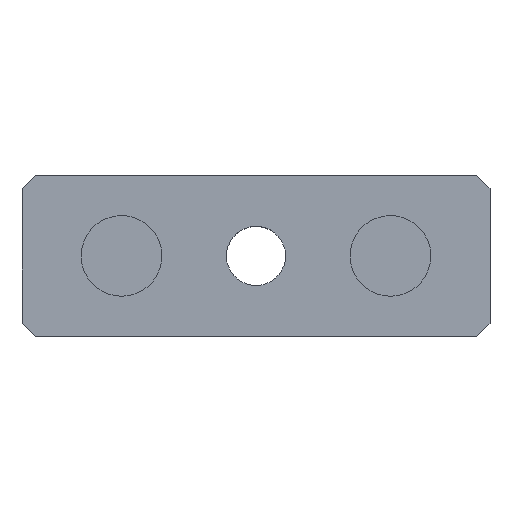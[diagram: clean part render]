
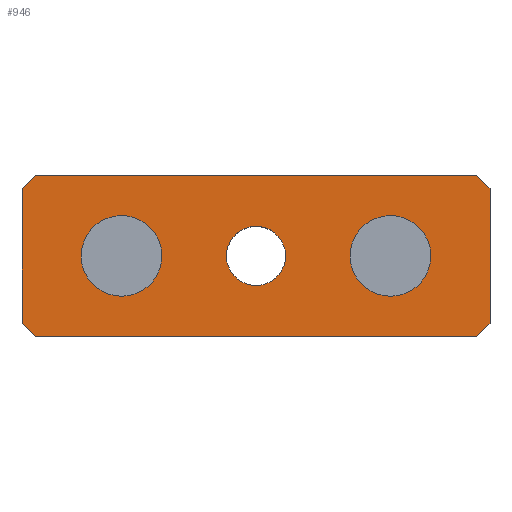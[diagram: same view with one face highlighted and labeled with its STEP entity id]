
A CAD part, top view. The second image highlights one B-rep face of the part: STEP entity #946.
In plain terms, the highlighted planar face has unit normal (0, 0, 1).
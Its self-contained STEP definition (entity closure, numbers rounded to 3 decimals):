
#502=AXIS2_PLACEMENT_3D('Circle Axis2P3D',#500,#501,$) ;
#519=AXIS2_PLACEMENT_3D('Circle Axis2P3D',#517,#518,$) ;
#847=AXIS2_PLACEMENT_3D('Circle Axis2P3D',#845,#846,$) ;
#866=AXIS2_PLACEMENT_3D('Circle Axis2P3D',#864,#865,$) ;
#890=AXIS2_PLACEMENT_3D('Circle Axis2P3D',#888,#889,$) ;
#909=AXIS2_PLACEMENT_3D('Circle Axis2P3D',#907,#908,$) ;
#922=AXIS2_PLACEMENT_3D('Plane Axis2P3D',#919,#920,#921) ;
#483=CARTESIAN_POINT('Vertex',(7.735,3.527,20.3)) ;
#497=CARTESIAN_POINT('Vertex',(9.665,2.473,20.3)) ;
#500=CARTESIAN_POINT('Axis2P3D Location',(8.7,3.,20.3)) ;
#517=CARTESIAN_POINT('Axis2P3D Location',(8.7,3.,20.3)) ;
#650=CARTESIAN_POINT('Vertex',(0.,5.5,20.3)) ;
#653=CARTESIAN_POINT('Line Origine',(0.25,5.75,20.3)) ;
#657=CARTESIAN_POINT('Vertex',(0.5,6.,20.3)) ;
#677=CARTESIAN_POINT('Line Origine',(8.7,6.,20.3)) ;
#681=CARTESIAN_POINT('Vertex',(16.9,6.,20.3)) ;
#701=CARTESIAN_POINT('Line Origine',(17.15,5.75,20.3)) ;
#705=CARTESIAN_POINT('Vertex',(17.4,5.5,20.3)) ;
#725=CARTESIAN_POINT('Line Origine',(17.4,3.,20.3)) ;
#729=CARTESIAN_POINT('Vertex',(17.4,0.5,20.3)) ;
#749=CARTESIAN_POINT('Line Origine',(17.15,0.25,20.3)) ;
#753=CARTESIAN_POINT('Vertex',(16.9,0.,20.3)) ;
#773=CARTESIAN_POINT('Line Origine',(8.7,0.,20.3)) ;
#777=CARTESIAN_POINT('Vertex',(0.5,0.,20.3)) ;
#797=CARTESIAN_POINT('Line Origine',(0.25,0.25,20.3)) ;
#801=CARTESIAN_POINT('Vertex',(0.,0.5,20.3)) ;
#821=CARTESIAN_POINT('Line Origine',(0.,3.,20.3)) ;
#842=CARTESIAN_POINT('Vertex',(12.621,3.589,20.3)) ;
#845=CARTESIAN_POINT('Axis2P3D Location',(13.7,3.,20.3)) ;
#849=CARTESIAN_POINT('Vertex',(14.779,2.411,20.3)) ;
#864=CARTESIAN_POINT('Axis2P3D Location',(13.7,3.,20.3)) ;
#885=CARTESIAN_POINT('Vertex',(2.621,3.589,20.3)) ;
#888=CARTESIAN_POINT('Axis2P3D Location',(3.7,3.,20.3)) ;
#892=CARTESIAN_POINT('Vertex',(4.779,2.411,20.3)) ;
#907=CARTESIAN_POINT('Axis2P3D Location',(3.7,3.,20.3)) ;
#919=CARTESIAN_POINT('Axis2P3D Location',(8.7,3.,20.3)) ;
#501=DIRECTION('Axis2P3D Direction',(0.,0.,-1.)) ;
#518=DIRECTION('Axis2P3D Direction',(0.,0.,-1.)) ;
#654=DIRECTION('Vector Direction',(0.707,0.707,0.)) ;
#678=DIRECTION('Vector Direction',(1.,0.,0.)) ;
#702=DIRECTION('Vector Direction',(0.707,-0.707,0.)) ;
#726=DIRECTION('Vector Direction',(0.,-1.,0.)) ;
#750=DIRECTION('Vector Direction',(0.707,0.707,0.)) ;
#774=DIRECTION('Vector Direction',(1.,0.,0.)) ;
#798=DIRECTION('Vector Direction',(0.707,-0.707,0.)) ;
#822=DIRECTION('Vector Direction',(0.,-1.,0.)) ;
#846=DIRECTION('Axis2P3D Direction',(0.,0.,-1.)) ;
#865=DIRECTION('Axis2P3D Direction',(0.,0.,-1.)) ;
#889=DIRECTION('Axis2P3D Direction',(0.,0.,-1.)) ;
#908=DIRECTION('Axis2P3D Direction',(0.,0.,-1.)) ;
#920=DIRECTION('Axis2P3D Direction',(-0.,0.,-1.)) ;
#921=DIRECTION('Axis2P3D XDirection',(-1.,0.,0.)) ;
#655=VECTOR('Line Direction',#654,1.) ;
#679=VECTOR('Line Direction',#678,1.) ;
#703=VECTOR('Line Direction',#702,1.) ;
#727=VECTOR('Line Direction',#726,1.) ;
#751=VECTOR('Line Direction',#750,1.) ;
#775=VECTOR('Line Direction',#774,1.) ;
#799=VECTOR('Line Direction',#798,1.) ;
#823=VECTOR('Line Direction',#822,1.) ;
#925=ORIENTED_EDGE('',*,*,#825,.F.) ;
#926=ORIENTED_EDGE('',*,*,#803,.F.) ;
#927=ORIENTED_EDGE('',*,*,#779,.F.) ;
#928=ORIENTED_EDGE('',*,*,#755,.F.) ;
#929=ORIENTED_EDGE('',*,*,#731,.F.) ;
#930=ORIENTED_EDGE('',*,*,#707,.F.) ;
#931=ORIENTED_EDGE('',*,*,#683,.F.) ;
#932=ORIENTED_EDGE('',*,*,#659,.F.) ;
#935=ORIENTED_EDGE('',*,*,#504,.T.) ;
#936=ORIENTED_EDGE('',*,*,#521,.T.) ;
#939=ORIENTED_EDGE('',*,*,#851,.F.) ;
#940=ORIENTED_EDGE('',*,*,#868,.F.) ;
#943=ORIENTED_EDGE('',*,*,#911,.T.) ;
#944=ORIENTED_EDGE('',*,*,#894,.T.) ;
#937=FACE_BOUND('',#934,.T.) ;
#941=FACE_BOUND('',#938,.T.) ;
#945=FACE_BOUND('',#942,.T.) ;
#946=ADVANCED_FACE('SMSE QS2/10.1\\SMSE',(#933,#937,#941,#945),#923,.F.) ;
#503=CIRCLE('generated circle',#502,1.1) ;
#520=CIRCLE('generated circle',#519,1.1) ;
#848=CIRCLE('generated circle',#847,1.23) ;
#867=CIRCLE('generated circle',#866,1.23) ;
#891=CIRCLE('generated circle',#890,1.23) ;
#910=CIRCLE('generated circle',#909,1.23) ;
#504=EDGE_CURVE('',#484,#498,#503,.T.) ;
#521=EDGE_CURVE('',#498,#484,#520,.T.) ;
#659=EDGE_CURVE('',#651,#658,#656,.T.) ;
#683=EDGE_CURVE('',#658,#682,#680,.T.) ;
#707=EDGE_CURVE('',#682,#706,#704,.T.) ;
#731=EDGE_CURVE('',#706,#730,#728,.T.) ;
#755=EDGE_CURVE('',#730,#754,#752,.F.) ;
#779=EDGE_CURVE('',#754,#778,#776,.F.) ;
#803=EDGE_CURVE('',#778,#802,#800,.F.) ;
#825=EDGE_CURVE('',#802,#651,#824,.F.) ;
#851=EDGE_CURVE('',#843,#850,#848,.F.) ;
#868=EDGE_CURVE('',#850,#843,#867,.F.) ;
#894=EDGE_CURVE('',#893,#886,#891,.T.) ;
#911=EDGE_CURVE('',#886,#893,#910,.T.) ;
#924=EDGE_LOOP('',(#925,#926,#927,#928,#929,#930,#931,#932)) ;
#934=EDGE_LOOP('',(#935,#936)) ;
#938=EDGE_LOOP('',(#939,#940)) ;
#942=EDGE_LOOP('',(#943,#944)) ;
#933=FACE_OUTER_BOUND('',#924,.T.) ;
#656=LINE('Line',#653,#655) ;
#680=LINE('Line',#677,#679) ;
#704=LINE('Line',#701,#703) ;
#728=LINE('Line',#725,#727) ;
#752=LINE('Line',#749,#751) ;
#776=LINE('Line',#773,#775) ;
#800=LINE('Line',#797,#799) ;
#824=LINE('Line',#821,#823) ;
#923=PLANE('',#922) ;
#484=VERTEX_POINT('',#483) ;
#498=VERTEX_POINT('',#497) ;
#651=VERTEX_POINT('',#650) ;
#658=VERTEX_POINT('',#657) ;
#682=VERTEX_POINT('',#681) ;
#706=VERTEX_POINT('',#705) ;
#730=VERTEX_POINT('',#729) ;
#754=VERTEX_POINT('',#753) ;
#778=VERTEX_POINT('',#777) ;
#802=VERTEX_POINT('',#801) ;
#843=VERTEX_POINT('',#842) ;
#850=VERTEX_POINT('',#849) ;
#886=VERTEX_POINT('',#885) ;
#893=VERTEX_POINT('',#892) ;
